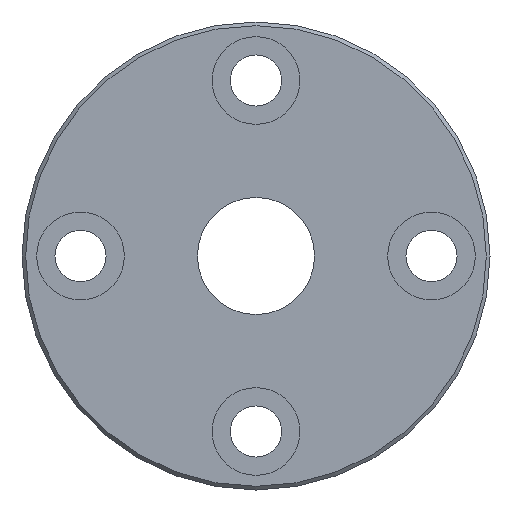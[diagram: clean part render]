
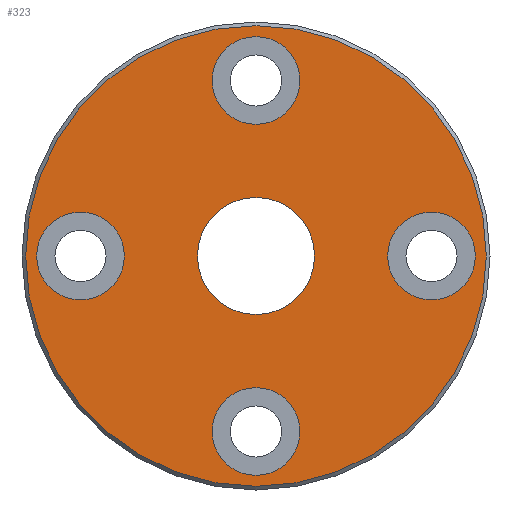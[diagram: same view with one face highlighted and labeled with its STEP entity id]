
A CAD part, left-side view. The second image highlights one B-rep face of the part: STEP entity #323.
In plain terms, the highlighted planar face has unit normal (-1, 0, 0).
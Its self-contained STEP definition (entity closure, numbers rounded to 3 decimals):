
#16=FACE_BOUND('',#76,.T.);
#17=FACE_BOUND('',#77,.T.);
#18=FACE_BOUND('',#78,.T.);
#19=FACE_BOUND('',#79,.T.);
#20=FACE_BOUND('',#80,.T.);
#31=PLANE('',#374);
#53=FACE_OUTER_BOUND('',#75,.T.);
#75=EDGE_LOOP('',(#254));
#76=EDGE_LOOP('',(#255));
#77=EDGE_LOOP('',(#256));
#78=EDGE_LOOP('',(#257));
#79=EDGE_LOOP('',(#258));
#80=EDGE_LOOP('',(#259));
#140=CIRCLE('',#370,15.75);
#143=CIRCLE('',#375,4.);
#144=CIRCLE('',#376,3.);
#145=CIRCLE('',#377,3.);
#146=CIRCLE('',#378,3.);
#147=CIRCLE('',#379,3.);
#168=VERTEX_POINT('',#543);
#171=VERTEX_POINT('',#553);
#172=VERTEX_POINT('',#555);
#173=VERTEX_POINT('',#557);
#174=VERTEX_POINT('',#559);
#175=VERTEX_POINT('',#561);
#199=EDGE_CURVE('',#168,#168,#140,.T.);
#203=EDGE_CURVE('',#171,#171,#143,.T.);
#204=EDGE_CURVE('',#172,#172,#144,.T.);
#205=EDGE_CURVE('',#173,#173,#145,.T.);
#206=EDGE_CURVE('',#174,#174,#146,.T.);
#207=EDGE_CURVE('',#175,#175,#147,.T.);
#254=ORIENTED_EDGE('',*,*,#199,.F.);
#255=ORIENTED_EDGE('',*,*,#203,.T.);
#256=ORIENTED_EDGE('',*,*,#204,.T.);
#257=ORIENTED_EDGE('',*,*,#205,.T.);
#258=ORIENTED_EDGE('',*,*,#206,.T.);
#259=ORIENTED_EDGE('',*,*,#207,.T.);
#323=ADVANCED_FACE('',(#53,#16,#17,#18,#19,#20),#31,.T.);
#370=AXIS2_PLACEMENT_3D('',#545,#435,#436);
#374=AXIS2_PLACEMENT_3D('',#552,#444,#445);
#375=AXIS2_PLACEMENT_3D('',#554,#446,#447);
#376=AXIS2_PLACEMENT_3D('',#556,#448,#449);
#377=AXIS2_PLACEMENT_3D('',#558,#450,#451);
#378=AXIS2_PLACEMENT_3D('',#560,#452,#453);
#379=AXIS2_PLACEMENT_3D('',#562,#454,#455);
#435=DIRECTION('center_axis',(1.,0.,0.));
#436=DIRECTION('ref_axis',(0.,-1.,0.));
#444=DIRECTION('center_axis',(-1.,0.,0.));
#445=DIRECTION('ref_axis',(0.,0.,1.));
#446=DIRECTION('center_axis',(1.,0.,0.));
#447=DIRECTION('ref_axis',(0.,1.,0.));
#448=DIRECTION('center_axis',(1.,0.,0.));
#449=DIRECTION('ref_axis',(0.,0.,1.));
#450=DIRECTION('center_axis',(1.,0.,0.));
#451=DIRECTION('ref_axis',(0.,0.,1.));
#452=DIRECTION('center_axis',(1.,0.,0.));
#453=DIRECTION('ref_axis',(0.,0.,1.));
#454=DIRECTION('center_axis',(1.,0.,0.));
#455=DIRECTION('ref_axis',(0.,0.,1.));
#543=CARTESIAN_POINT('',(-23.,15.75,0.));
#545=CARTESIAN_POINT('Origin',(-23.,0.,0.));
#552=CARTESIAN_POINT('Origin',(-23.,10.,0.));
#553=CARTESIAN_POINT('',(-23.,-4.,0.));
#554=CARTESIAN_POINT('Origin',(-23.,0.,0.));
#555=CARTESIAN_POINT('',(-23.,12.,-3.));
#556=CARTESIAN_POINT('Origin',(-23.,12.,0.));
#557=CARTESIAN_POINT('',(-23.,0.,9.));
#558=CARTESIAN_POINT('Origin',(-23.,0.,12.));
#559=CARTESIAN_POINT('',(-23.,-12.,-3.));
#560=CARTESIAN_POINT('Origin',(-23.,-12.,0.));
#561=CARTESIAN_POINT('',(-23.,0.,-15.));
#562=CARTESIAN_POINT('Origin',(-23.,0.,-12.));
